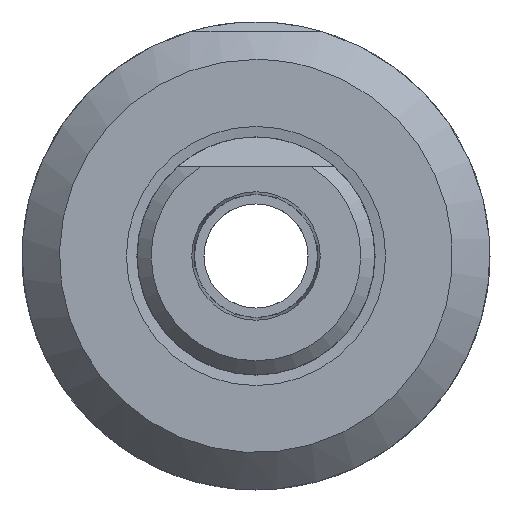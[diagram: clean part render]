
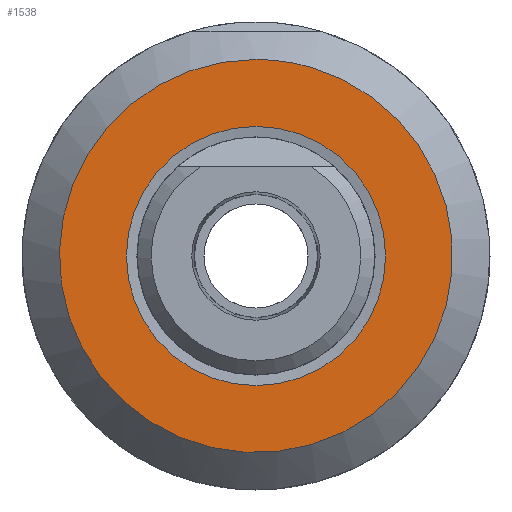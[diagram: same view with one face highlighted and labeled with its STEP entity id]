
A CAD part, left-side view. The second image highlights one B-rep face of the part: STEP entity #1538.
In plain terms, the highlighted planar face has unit normal (-1, 0, 0).
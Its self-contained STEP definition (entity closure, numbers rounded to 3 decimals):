
#68 = VERTEX_POINT ( 'NONE', #991 ) ;
#106 = PLANE ( 'NONE',  #1354 ) ;
#323 = CARTESIAN_POINT ( 'NONE',  ( 101.6, 0., 0. ) ) ;
#331 = CARTESIAN_POINT ( 'NONE',  ( 101.6, 0., 0. ) ) ;
#479 = AXIS2_PLACEMENT_3D ( 'NONE', #323, #1184, #1077 ) ;
#550 = FACE_OUTER_BOUND ( 'NONE', #1271, .T. ) ;
#555 = ORIENTED_EDGE ( 'NONE', *, *, #1368, .T. ) ;
#726 = CIRCLE ( 'NONE', #1157, 13.847 ) ;
#840 = DIRECTION ( 'NONE',  ( -1., 0., 0. ) ) ;
#854 = CARTESIAN_POINT ( 'NONE',  ( 101.6, 13.847, 0. ) ) ;
#875 = DIRECTION ( 'NONE',  ( 0., 0., -1. ) ) ;
#928 = EDGE_LOOP ( 'NONE', ( #1196 ) ) ;
#982 = CARTESIAN_POINT ( 'NONE',  ( 101.6, 0., 13.847 ) ) ;
#991 = CARTESIAN_POINT ( 'NONE',  ( 101.6, 0., 21. ) ) ;
#1015 = EDGE_CURVE ( 'NONE', #1423, #1423, #726, .T. ) ;
#1077 = DIRECTION ( 'NONE',  ( 0., 0., 1. ) ) ;
#1157 = AXIS2_PLACEMENT_3D ( 'NONE', #331, #840, #1224 ) ;
#1184 = DIRECTION ( 'NONE',  ( -1., 0., 0. ) ) ;
#1196 = ORIENTED_EDGE ( 'NONE', *, *, #1015, .F. ) ;
#1224 = DIRECTION ( 'NONE',  ( 0., 0., 1. ) ) ;
#1271 = EDGE_LOOP ( 'NONE', ( #555 ) ) ;
#1354 = AXIS2_PLACEMENT_3D ( 'NONE', #854, #1516, #875 ) ;
#1368 = EDGE_CURVE ( 'NONE', #68, #68, #1652, .T. ) ;
#1423 = VERTEX_POINT ( 'NONE', #982 ) ;
#1505 = FACE_BOUND ( 'NONE', #928, .T. ) ;
#1516 = DIRECTION ( 'NONE',  ( 1., 0., 0. ) ) ;
#1538 = ADVANCED_FACE ( 'NONE', ( #1505, #550 ), #106, .F. ) ;
#1652 = CIRCLE ( 'NONE', #479, 21. ) ;
